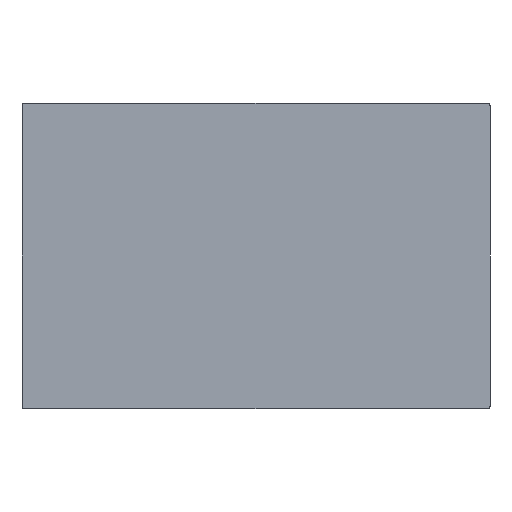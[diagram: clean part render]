
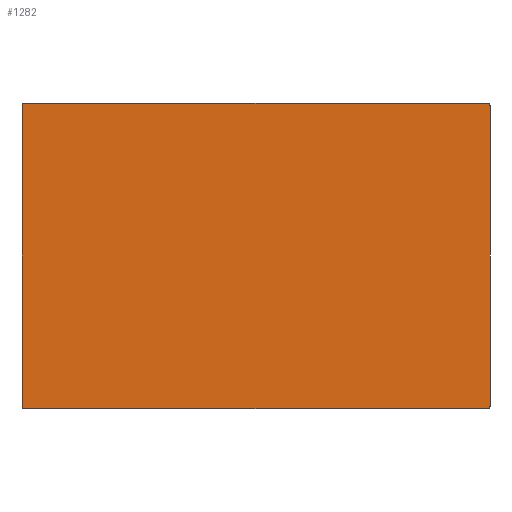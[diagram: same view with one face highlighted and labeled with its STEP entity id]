
A CAD part, front view. The second image highlights one B-rep face of the part: STEP entity #1282.
In plain terms, the highlighted planar face has unit normal (0, -1, 0).
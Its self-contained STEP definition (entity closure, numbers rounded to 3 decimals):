
#1=CARTESIAN_POINT('',(169.,0.,-110.));
#2=DIRECTION('',(0.,-1.,0.));
#3=DIRECTION('',(0.,0.,-1.));
#4=AXIS2_PLACEMENT_3D('',#1,#2,#3);
#6=DIRECTION('',(-1.,0.,0.));
#7=VECTOR('',#6,168.);
#8=CARTESIAN_POINT('',(169.,0.,-111.));
#9=LINE('',#8,#7);
#10=CARTESIAN_POINT('',(1.,0.,-110.));
#11=DIRECTION('',(0.,-1.,0.));
#12=DIRECTION('',(-1.,0.,0.));
#13=AXIS2_PLACEMENT_3D('',#10,#11,#12);
#15=DIRECTION('',(0.,0.,1.));
#16=VECTOR('',#15,109.);
#17=CARTESIAN_POINT('',(0.,0.,-110.));
#18=LINE('',#17,#16);
#19=CARTESIAN_POINT('',(1.,0.,-1.));
#20=DIRECTION('',(0.,-1.,0.));
#21=DIRECTION('',(0.,0.,1.));
#22=AXIS2_PLACEMENT_3D('',#19,#20,#21);
#24=DIRECTION('',(1.,0.,0.));
#25=VECTOR('',#24,168.);
#26=CARTESIAN_POINT('',(1.,0.,0.));
#27=LINE('',#26,#25);
#28=CARTESIAN_POINT('',(169.,0.,-1.));
#29=DIRECTION('',(0.,-1.,0.));
#30=DIRECTION('',(1.,0.,0.));
#31=AXIS2_PLACEMENT_3D('',#28,#29,#30);
#33=DIRECTION('',(0.,0.,-1.));
#34=VECTOR('',#33,109.);
#35=CARTESIAN_POINT('',(170.,0.,-1.));
#36=LINE('',#35,#34);
#1219=CARTESIAN_POINT('',(169.,0.,-111.));
#1220=CARTESIAN_POINT('',(170.,0.,-110.));
#1221=VERTEX_POINT('',#1219);
#1222=VERTEX_POINT('',#1220);
#1227=CARTESIAN_POINT('',(170.,0.,-1.));
#1228=CARTESIAN_POINT('',(169.,0.,0.));
#1229=VERTEX_POINT('',#1227);
#1230=VERTEX_POINT('',#1228);
#1235=CARTESIAN_POINT('',(1.,0.,0.));
#1236=CARTESIAN_POINT('',(0.,0.,-1.));
#1237=VERTEX_POINT('',#1235);
#1238=VERTEX_POINT('',#1236);
#1243=CARTESIAN_POINT('',(0.,0.,-110.));
#1244=CARTESIAN_POINT('',(1.,0.,-111.));
#1245=VERTEX_POINT('',#1243);
#1246=VERTEX_POINT('',#1244);
#1259=CARTESIAN_POINT('',(0.,0.,0.));
#1260=DIRECTION('',(0.,1.,0.));
#1261=DIRECTION('',(1.,0.,0.));
#1262=AXIS2_PLACEMENT_3D('',#1259,#1260,#1261);
#1263=PLANE('',#1262);
#1265=ORIENTED_EDGE('',*,*,#1264,.F.);
#1267=ORIENTED_EDGE('',*,*,#1266,.T.);
#1269=ORIENTED_EDGE('',*,*,#1268,.F.);
#1271=ORIENTED_EDGE('',*,*,#1270,.T.);
#1273=ORIENTED_EDGE('',*,*,#1272,.F.);
#1275=ORIENTED_EDGE('',*,*,#1274,.T.);
#1277=ORIENTED_EDGE('',*,*,#1276,.F.);
#1279=ORIENTED_EDGE('',*,*,#1278,.T.);
#1280=EDGE_LOOP('',(#1265,#1267,#1269,#1271,#1273,#1275,#1277,#1279));
#1281=FACE_OUTER_BOUND('',#1280,.F.);
#1282=ADVANCED_FACE('',(#1281),#1263,.F.);
#5=CIRCLE('',#4,1.);
#14=CIRCLE('',#13,1.);
#23=CIRCLE('',#22,1.);
#32=CIRCLE('',#31,1.);
#1264=EDGE_CURVE('',#1221,#1222,#5,.T.);
#1266=EDGE_CURVE('',#1221,#1246,#9,.T.);
#1268=EDGE_CURVE('',#1245,#1246,#14,.T.);
#1270=EDGE_CURVE('',#1245,#1238,#18,.T.);
#1272=EDGE_CURVE('',#1237,#1238,#23,.T.);
#1274=EDGE_CURVE('',#1237,#1230,#27,.T.);
#1276=EDGE_CURVE('',#1229,#1230,#32,.T.);
#1278=EDGE_CURVE('',#1229,#1222,#36,.T.);
